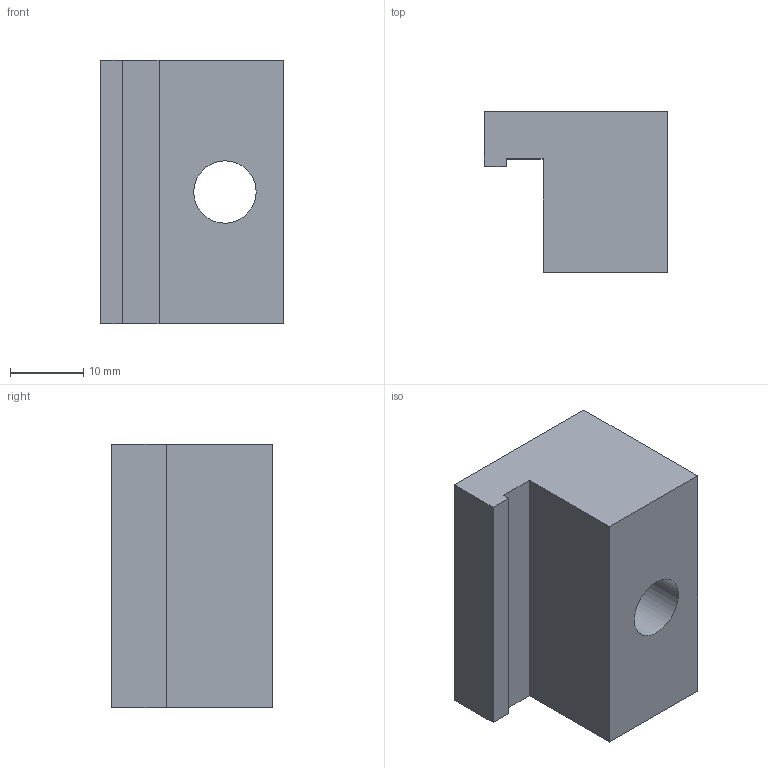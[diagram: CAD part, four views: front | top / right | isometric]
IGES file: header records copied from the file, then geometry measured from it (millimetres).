
Global section: file name: 324047; native system: Autodesk Inventor 2021; preprocessor: unknown; author: Krajewski; date: 20221007.075028; units: millimetre
Bounding box: 25 x 22 x 36 mm (x, y, z)
Volume: 13719.8 mm3; surface area: 4875.2 mm2
Topology: 1 solids, 1 shells, 13 faces, 32 edges, 22 vertices
Faces by surface type: bspline 13
